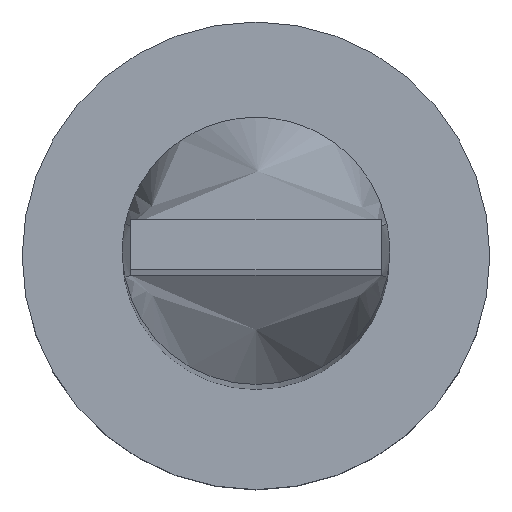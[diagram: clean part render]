
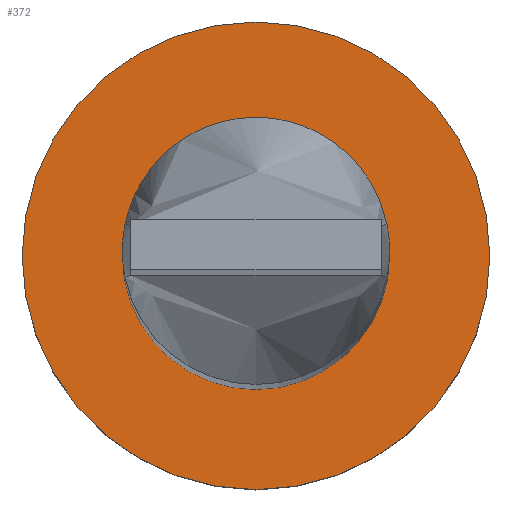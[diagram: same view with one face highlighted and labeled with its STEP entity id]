
A CAD part, top view. The second image highlights one B-rep face of the part: STEP entity #372.
In plain terms, the highlighted planar face has unit normal (0, 0, 1).
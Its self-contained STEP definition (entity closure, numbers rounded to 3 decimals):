
#8 = ORIENTED_EDGE ( 'NONE', *, *, #415, .T. ) ;
#15 = CARTESIAN_POINT ( 'NONE',  ( 0., 0., 5. ) ) ;
#42 = CARTESIAN_POINT ( 'NONE',  ( -4., 0., 5. ) ) ;
#103 = CIRCLE ( 'NONE', #175, 7. ) ;
#105 = DIRECTION ( 'NONE',  ( 0., 0., 1. ) ) ;
#114 = VERTEX_POINT ( 'NONE', #124 ) ;
#124 = CARTESIAN_POINT ( 'NONE',  ( 4., 0., 5. ) ) ;
#129 = AXIS2_PLACEMENT_3D ( 'NONE', #15, #511, #204 ) ;
#147 = VERTEX_POINT ( 'NONE', #42 ) ;
#154 = DIRECTION ( 'NONE',  ( 0., 0., 1. ) ) ;
#157 = FACE_OUTER_BOUND ( 'NONE', #202, .T. ) ;
#158 = AXIS2_PLACEMENT_3D ( 'NONE', #221, #402, #355 ) ;
#175 = AXIS2_PLACEMENT_3D ( 'NONE', #412, #105, #322 ) ;
#181 = ORIENTED_EDGE ( 'NONE', *, *, #326, .F. ) ;
#202 = EDGE_LOOP ( 'NONE', ( #461, #8 ) ) ;
#203 = AXIS2_PLACEMENT_3D ( 'NONE', #552, #329, #272 ) ;
#204 = DIRECTION ( 'NONE',  ( 1., 0., 0. ) ) ;
#221 = CARTESIAN_POINT ( 'NONE',  ( 0., 0., 5. ) ) ;
#222 = VERTEX_POINT ( 'NONE', #263 ) ;
#263 = CARTESIAN_POINT ( 'NONE',  ( -7., 0., 5. ) ) ;
#272 = DIRECTION ( 'NONE',  ( 1., 0., 0. ) ) ;
#280 = DIRECTION ( 'NONE',  ( 1., 0., 0. ) ) ;
#294 = CIRCLE ( 'NONE', #129, 4. ) ;
#303 = EDGE_CURVE ( 'NONE', #114, #147, #378, .T. ) ;
#306 = VERTEX_POINT ( 'NONE', #490 ) ;
#322 = DIRECTION ( 'NONE',  ( 1., 0., 0. ) ) ;
#326 = EDGE_CURVE ( 'NONE', #147, #114, #294, .T. ) ;
#329 = DIRECTION ( 'NONE',  ( 0., 0., 1. ) ) ;
#355 = DIRECTION ( 'NONE',  ( 1., 0., 0. ) ) ;
#372 = ADVANCED_FACE ( 'NONE', ( #373, #157 ), #555, .T. ) ;
#373 = FACE_BOUND ( 'NONE', #494, .T. ) ;
#378 = CIRCLE ( 'NONE', #158, 4. ) ;
#402 = DIRECTION ( 'NONE',  ( 0., 0., 1. ) ) ;
#412 = CARTESIAN_POINT ( 'NONE',  ( 0., 0., 5. ) ) ;
#415 = EDGE_CURVE ( 'NONE', #306, #222, #449, .T. ) ;
#429 = EDGE_CURVE ( 'NONE', #222, #306, #103, .T. ) ;
#449 = CIRCLE ( 'NONE', #203, 7. ) ;
#461 = ORIENTED_EDGE ( 'NONE', *, *, #429, .T. ) ;
#480 = AXIS2_PLACEMENT_3D ( 'NONE', #500, #154, #280 ) ;
#490 = CARTESIAN_POINT ( 'NONE',  ( 7., 0., 5. ) ) ;
#494 = EDGE_LOOP ( 'NONE', ( #181, #498 ) ) ;
#498 = ORIENTED_EDGE ( 'NONE', *, *, #303, .F. ) ;
#500 = CARTESIAN_POINT ( 'NONE',  ( 0., 0., 5. ) ) ;
#511 = DIRECTION ( 'NONE',  ( 0., 0., 1. ) ) ;
#552 = CARTESIAN_POINT ( 'NONE',  ( 0., 0., 5. ) ) ;
#555 = PLANE ( 'NONE',  #480 ) ;
